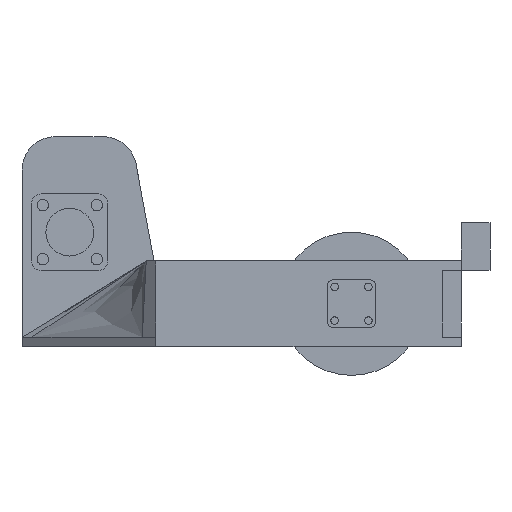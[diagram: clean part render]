
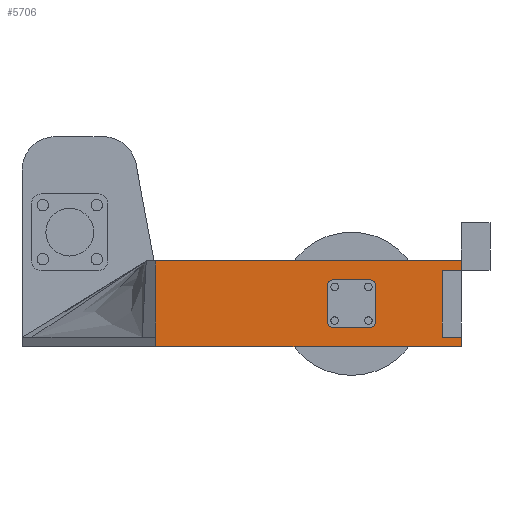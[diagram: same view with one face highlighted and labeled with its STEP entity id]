
A CAD part, front view. The second image highlights one B-rep face of the part: STEP entity #5706.
In plain terms, the highlighted planar face has unit normal (0, -1, 0).
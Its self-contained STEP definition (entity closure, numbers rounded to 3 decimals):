
#197=FACE_BOUND('',#934,.T.);
#288=CIRCLE('',#6125,15.);
#558=FACE_OUTER_BOUND('',#933,.T.);
#933=EDGE_LOOP('',(#4216,#4217,#4218,#4219,#4220,#4221,#4222,#4223,#4224,
#4225,#4226));
#934=EDGE_LOOP('',(#4227));
#1298=LINE('',#8245,#1891);
#1324=LINE('',#8384,#1917);
#1418=LINE('',#8720,#2011);
#1423=LINE('',#8730,#2016);
#1424=LINE('',#8732,#2017);
#1433=LINE('',#8747,#2026);
#1461=LINE('',#8801,#2054);
#1462=LINE('',#8804,#2055);
#1465=LINE('',#8809,#2058);
#1489=LINE('',#8870,#2082);
#1490=LINE('',#8871,#2083);
#1891=VECTOR('',#6584,10.);
#1917=VECTOR('',#6626,10.);
#2011=VECTOR('',#6768,10.);
#2016=VECTOR('',#6775,10.);
#2017=VECTOR('',#6778,10.);
#2026=VECTOR('',#6789,10.);
#2054=VECTOR('',#6839,10.);
#2055=VECTOR('',#6842,10.);
#2058=VECTOR('',#6847,10.);
#2082=VECTOR('',#6919,10.);
#2083=VECTOR('',#6920,10.);
#2479=VERTEX_POINT('',#8218);
#2484=VERTEX_POINT('',#8243);
#2509=VERTEX_POINT('',#8381);
#2510=VERTEX_POINT('',#8383);
#2585=VERTEX_POINT('',#8717);
#2586=VERTEX_POINT('',#8719);
#2587=VERTEX_POINT('',#8723);
#2590=VERTEX_POINT('',#8728);
#2595=VERTEX_POINT('',#8746);
#2610=VERTEX_POINT('',#8799);
#2611=VERTEX_POINT('',#8803);
#2626=VERTEX_POINT('',#8872);
#3005=EDGE_CURVE('',#2479,#2484,#1298,.T.);
#3039=EDGE_CURVE('',#2509,#2510,#1324,.T.);
#3149=EDGE_CURVE('',#2585,#2586,#1418,.T.);
#3154=EDGE_CURVE('',#2587,#2590,#1423,.T.);
#3155=EDGE_CURVE('',#2586,#2590,#1424,.T.);
#3164=EDGE_CURVE('',#2587,#2595,#1433,.T.);
#3192=EDGE_CURVE('',#2484,#2610,#1461,.T.);
#3193=EDGE_CURVE('',#2510,#2611,#1462,.T.);
#3196=EDGE_CURVE('',#2611,#2610,#1465,.T.);
#3227=EDGE_CURVE('',#2509,#2595,#1489,.T.);
#3228=EDGE_CURVE('',#2585,#2479,#1490,.T.);
#3229=EDGE_CURVE('',#2626,#2626,#288,.T.);
#4216=ORIENTED_EDGE('',*,*,#3005,.T.);
#4217=ORIENTED_EDGE('',*,*,#3192,.T.);
#4218=ORIENTED_EDGE('',*,*,#3196,.F.);
#4219=ORIENTED_EDGE('',*,*,#3193,.F.);
#4220=ORIENTED_EDGE('',*,*,#3039,.F.);
#4221=ORIENTED_EDGE('',*,*,#3227,.T.);
#4222=ORIENTED_EDGE('',*,*,#3164,.F.);
#4223=ORIENTED_EDGE('',*,*,#3154,.T.);
#4224=ORIENTED_EDGE('',*,*,#3155,.F.);
#4225=ORIENTED_EDGE('',*,*,#3149,.F.);
#4226=ORIENTED_EDGE('',*,*,#3228,.T.);
#4227=ORIENTED_EDGE('',*,*,#3229,.T.);
#5436=PLANE('',#6124);
#5706=ADVANCED_FACE('',(#558,#197),#5436,.F.);
#6124=AXIS2_PLACEMENT_3D('',#8869,#6917,#6918);
#6125=AXIS2_PLACEMENT_3D('',#8873,#6921,#6922);
#6584=DIRECTION('',(0.,0.,-1.));
#6626=DIRECTION('',(1.,0.,0.));
#6768=DIRECTION('',(0.,0.,1.));
#6775=DIRECTION('',(0.,0.,1.));
#6778=DIRECTION('',(1.,0.,0.));
#6789=DIRECTION('',(-1.,0.,0.));
#6839=DIRECTION('',(0.,0.,-1.));
#6842=DIRECTION('',(0.,0.,-1.));
#6847=DIRECTION('',(-1.,0.,0.));
#6917=DIRECTION('center_axis',(0.,1.,0.));
#6918=DIRECTION('ref_axis',(1.,0.,0.));
#6919=DIRECTION('',(0.,0.,1.));
#6920=DIRECTION('',(-1.,0.,0.));
#6921=DIRECTION('center_axis',(0.,1.,0.));
#6922=DIRECTION('ref_axis',(1.,0.,0.));
#8218=CARTESIAN_POINT('',(-75.,-140.,35.));
#8243=CARTESIAN_POINT('',(-75.,-140.,-35.));
#8245=CARTESIAN_POINT('',(-75.,-140.,-35.));
#8381=CARTESIAN_POINT('',(225.,-140.,-35.));
#8383=CARTESIAN_POINT('',(245.,-140.,-35.));
#8384=CARTESIAN_POINT('',(-75.,-140.,-35.));
#8717=CARTESIAN_POINT('',(-74.889,-140.,35.));
#8719=CARTESIAN_POINT('',(-74.889,-140.,45.));
#8720=CARTESIAN_POINT('',(-74.889,-140.,35.));
#8723=CARTESIAN_POINT('',(245.,-140.,35.));
#8728=CARTESIAN_POINT('',(245.,-140.,45.));
#8730=CARTESIAN_POINT('',(245.,-140.,35.));
#8732=CARTESIAN_POINT('',(245.,-140.,45.));
#8746=CARTESIAN_POINT('',(225.,-140.,35.));
#8747=CARTESIAN_POINT('',(245.,-140.,35.));
#8799=CARTESIAN_POINT('',(-75.,-140.,-45.));
#8801=CARTESIAN_POINT('',(-75.,-140.,-35.));
#8803=CARTESIAN_POINT('',(245.,-140.,-45.));
#8804=CARTESIAN_POINT('',(245.,-140.,-35.));
#8809=CARTESIAN_POINT('',(-75.,-140.,-45.));
#8869=CARTESIAN_POINT('Origin',(75.,-140.,0.));
#8870=CARTESIAN_POINT('',(225.,-140.,35.));
#8871=CARTESIAN_POINT('',(-75.,-140.,35.));
#8872=CARTESIAN_POINT('',(115.,-140.,0.));
#8873=CARTESIAN_POINT('Origin',(130.,-140.,0.));
